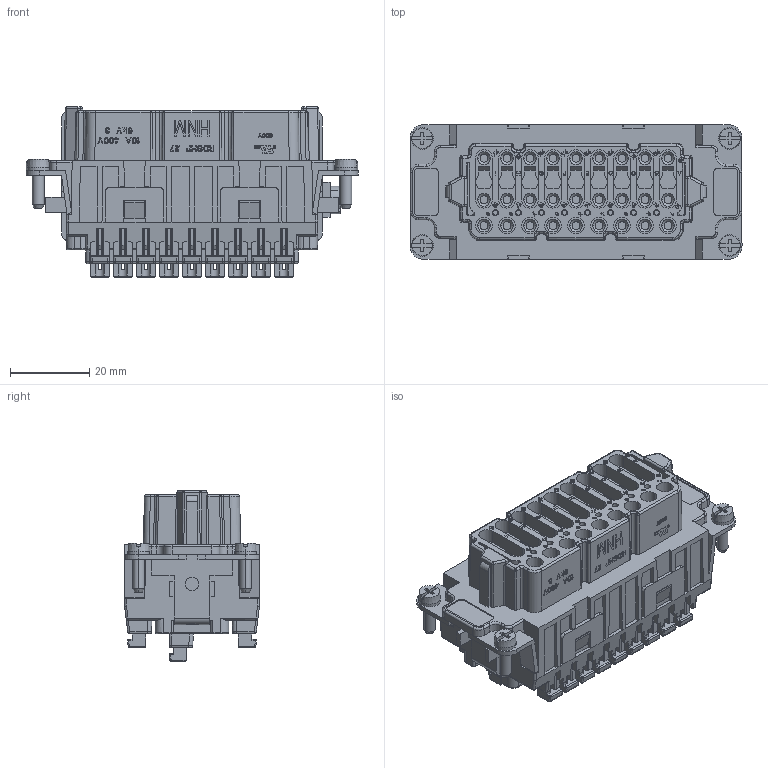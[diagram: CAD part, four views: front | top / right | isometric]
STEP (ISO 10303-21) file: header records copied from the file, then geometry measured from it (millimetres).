
FILE_DESCRIPTION(('Creo Elements/Direct Modeling STEP Export'),'2;1');
FILE_NAME('0ln7uvk5aj4mamj1164','2021-05-06T 9:25:21',(''),(''),'Creo Elements/Direct Modeling STEP processor for AP214 (Solid Model)','Creo Elements/Direct Modeling 20.1B 02-Apr-2019 (C) Parametric Technology GmbH','');
FILE_SCHEMA(('AUTOMOTIVE_DESIGN { 1 0 10303 214 1 1 1 1 }'));
Products named in the file (2): RDSHF_27
Assembly tree (1 placements, depth 2):
  RDSHF_27
    RDSHF_27
Bounding box: 83.7 x 34 x 43 mm (x, y, z)
Volume: 59899.5 mm3; surface area: 25002 mm2
Topology: 1 solids, 1 shells, 3066 faces, 12633 edges, 9663 vertices
Faces by surface type: plane 1668, cylinder 969, cone 142, sphere 110, torus 105, bspline 72
Entity records: 162225 total; most frequent: CARTESIAN_POINT 47285, ORIENTED_EDGE 25046, DIRECTION 18416, EDGE_CURVE 12523, VERTEX_POINT 9663, VECTOR 9598, LINE 9598, AXIS2_PLACEMENT_3D 4409
